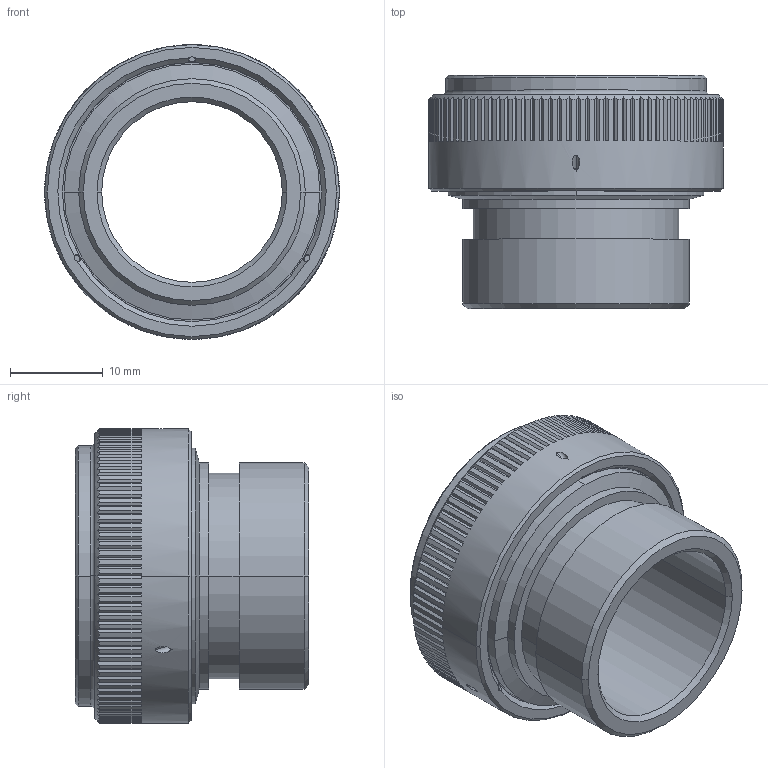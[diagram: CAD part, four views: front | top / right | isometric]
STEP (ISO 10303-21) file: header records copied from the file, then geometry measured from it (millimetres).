
FILE_DESCRIPTION((''),'2;1');
FILE_NAME('BK59E69-01RM_NEW','2015-07-01T',('aneville'),('SOURIAU INDIA'),'PRO/ENGINEER BY PARAMETRIC TECHNOLOGY CORPORATION, 2010140','PRO/ENGINEER BY PARAMETRIC TECHNOLOGY CORPORATION, 2010140','');
FILE_SCHEMA(('CONFIG_CONTROL_DESIGN'));
Length unit declared in the file: millimetre
Products named in the file (1): BK59E69-01RM_NEW
Bounding box: 31.8 x 25.17 x 31.8 mm (x, y, z)
Volume: 6362.3 mm3; surface area: 5962.5 mm2
Topology: 1 solids, 1 shells, 553 faces, 1773 edges, 1418 vertices
Faces by surface type: plane 397, cylinder 131, cone 21, torus 4
Entity records: 20595 total; most frequent: CARTESIAN_POINT 6163, ORIENTED_EDGE 3178, DIRECTION 2543, EDGE_CURVE 1589, VERTEX_POINT 1052, AXIS2_PLACEMENT_3D 908, VECTOR 727, LINE 727
